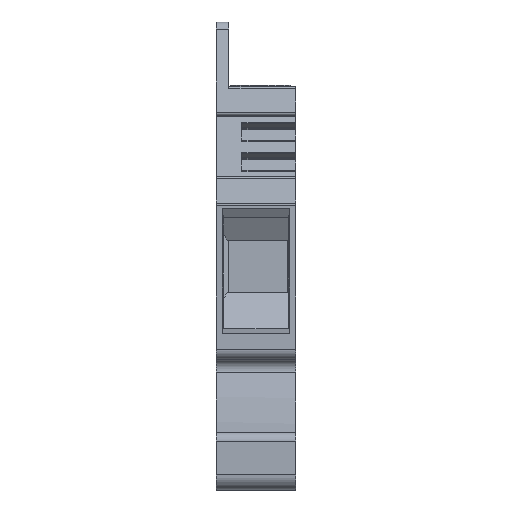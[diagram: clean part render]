
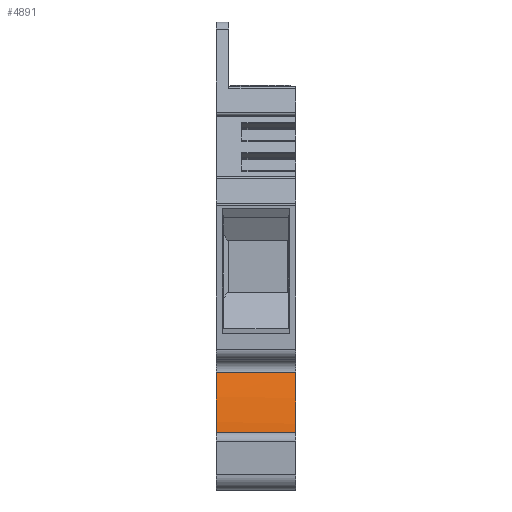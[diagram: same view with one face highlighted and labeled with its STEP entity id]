
A CAD part, front view. The second image highlights one B-rep face of the part: STEP entity #4891.
In plain terms, the highlighted cylindrical face has radius 32.1 mm (diameter 64.2 mm), a partial arc.
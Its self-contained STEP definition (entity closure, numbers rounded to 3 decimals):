
#2223=AXIS2_PLACEMENT_3D('Circle Axis2P3D',#2221,#2222,$) ;
#4855=AXIS2_PLACEMENT_3D('Cylinder Axis2P3D',#4852,#4853,#4854) ;
#4859=AXIS2_PLACEMENT_3D('Circle Axis2P3D',#4857,#4858,$) ;
#4873=AXIS2_PLACEMENT_3D('Circle Axis2P3D',#4871,#4872,$) ;
#2218=CARTESIAN_POINT('Vertex',(7.9,4.849,11.687)) ;
#2221=CARTESIAN_POINT('Axis2P3D Location',(7.9,35.335,1.637)) ;
#2225=CARTESIAN_POINT('Vertex',(7.9,3.32,3.971)) ;
#4833=CARTESIAN_POINT('Line Origine',(3.95,4.849,11.687)) ;
#4837=CARTESIAN_POINT('Vertex',(0.,4.849,11.687)) ;
#4852=CARTESIAN_POINT('Axis2P3D Location',(3.95,35.335,1.637)) ;
#4857=CARTESIAN_POINT('Axis2P3D Location',(0.,35.335,1.637)) ;
#4861=CARTESIAN_POINT('Vertex',(0.,3.343,4.264)) ;
#4864=CARTESIAN_POINT('Line Origine',(3.95,3.343,4.264)) ;
#4868=CARTESIAN_POINT('Vertex',(1.,3.343,4.264)) ;
#4871=CARTESIAN_POINT('Axis2P3D Location',(1.,35.335,1.637)) ;
#4875=CARTESIAN_POINT('Vertex',(1.,3.32,3.971)) ;
#4878=CARTESIAN_POINT('Line Origine',(3.95,3.32,3.971)) ;
#2222=DIRECTION('Axis2P3D Direction',(1.,0.,0.)) ;
#4834=DIRECTION('Vector Direction',(1.,0.,0.)) ;
#4853=DIRECTION('Axis2P3D Direction',(1.,0.,0.)) ;
#4854=DIRECTION('Axis2P3D XDirection',(0.,-0.933,0.361)) ;
#4858=DIRECTION('Axis2P3D Direction',(1.,0.,0.)) ;
#4865=DIRECTION('Vector Direction',(1.,0.,0.)) ;
#4872=DIRECTION('Axis2P3D Direction',(1.,0.,0.)) ;
#4879=DIRECTION('Vector Direction',(1.,0.,0.)) ;
#4835=VECTOR('Line Direction',#4834,1.) ;
#4866=VECTOR('Line Direction',#4865,1.) ;
#4880=VECTOR('Line Direction',#4879,1.) ;
#4884=ORIENTED_EDGE('',*,*,#4863,.T.) ;
#4885=ORIENTED_EDGE('',*,*,#4870,.T.) ;
#4886=ORIENTED_EDGE('',*,*,#4877,.F.) ;
#4887=ORIENTED_EDGE('',*,*,#4882,.T.) ;
#4888=ORIENTED_EDGE('',*,*,#2227,.F.) ;
#4889=ORIENTED_EDGE('',*,*,#4839,.T.) ;
#4891=ADVANCED_FACE('KLTR SAKTL6.1\\Koerper.2',(#4890),#4856,.T.) ;
#2224=CIRCLE('generated circle',#2223,32.1) ;
#4860=CIRCLE('generated circle',#4859,32.1) ;
#4874=CIRCLE('generated circle',#4873,32.1) ;
#4856=CYLINDRICAL_SURFACE('generated cylinder',#4855,32.1) ;
#2227=EDGE_CURVE('',#2219,#2226,#2224,.T.) ;
#4839=EDGE_CURVE('',#2219,#4838,#4836,.F.) ;
#4863=EDGE_CURVE('',#4838,#4862,#4860,.T.) ;
#4870=EDGE_CURVE('',#4862,#4869,#4867,.T.) ;
#4877=EDGE_CURVE('',#4876,#4869,#4874,.F.) ;
#4882=EDGE_CURVE('',#4876,#2226,#4881,.T.) ;
#4883=EDGE_LOOP('',(#4884,#4885,#4886,#4887,#4888,#4889)) ;
#4890=FACE_OUTER_BOUND('',#4883,.T.) ;
#4836=LINE('Line',#4833,#4835) ;
#4867=LINE('Line',#4864,#4866) ;
#4881=LINE('Line',#4878,#4880) ;
#2219=VERTEX_POINT('',#2218) ;
#2226=VERTEX_POINT('',#2225) ;
#4838=VERTEX_POINT('',#4837) ;
#4862=VERTEX_POINT('',#4861) ;
#4869=VERTEX_POINT('',#4868) ;
#4876=VERTEX_POINT('',#4875) ;
